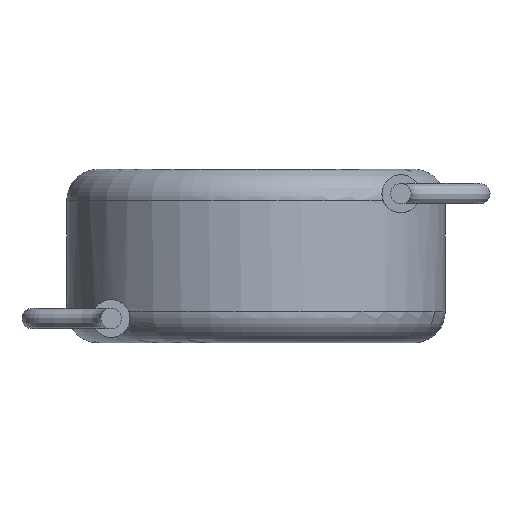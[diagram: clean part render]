
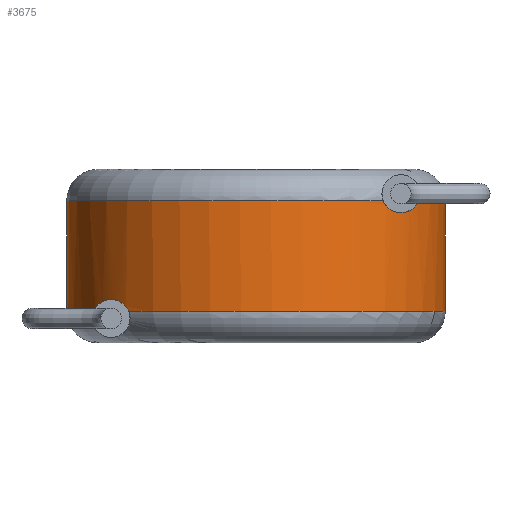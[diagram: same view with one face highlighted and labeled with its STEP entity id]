
A CAD part, front view. The second image highlights one B-rep face of the part: STEP entity #3675.
In plain terms, the highlighted cylindrical face has radius 6 mm (diameter 12 mm), a partial arc.
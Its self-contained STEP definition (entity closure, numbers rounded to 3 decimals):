
#8 = VERTEX_POINT ( 'NONE', #3155 ) ;
#48 = DIRECTION ( 'NONE',  ( 0., 0., -1. ) ) ;
#94 = CARTESIAN_POINT ( 'NONE',  ( 5.087, -3.183, 4.382 ) ) ;
#136 = DIRECTION ( 'NONE',  ( 0., 0., -1. ) ) ;
#173 = ORIENTED_EDGE ( 'NONE', *, *, #2593, .T. ) ;
#298 = CARTESIAN_POINT ( 'NONE',  ( -4.97, -3.362, 1.242 ) ) ;
#301 = AXIS2_PLACEMENT_3D ( 'NONE', #2959, #3280, #3640 ) ;
#346 = VECTOR ( 'NONE', #2213, 1000. ) ;
#347 = CARTESIAN_POINT ( 'NONE',  ( 4.529, -3.937, 4.128 ) ) ;
#349 = EDGE_CURVE ( 'NONE', #3065, #2183, #3322, .T. ) ;
#363 = CARTESIAN_POINT ( 'NONE',  ( 4.204, -4.281, 4.265 ) ) ;
#382 = DIRECTION ( 'NONE',  ( 1., 0., 0. ) ) ;
#408 = CARTESIAN_POINT ( 'NONE',  ( 4.582, -3.874, 4.125 ) ) ;
#477 = AXIS2_PLACEMENT_3D ( 'NONE', #2467, #584, #539 ) ;
#490 = CIRCLE ( 'NONE', #477, 6. ) ;
#539 = DIRECTION ( 'NONE',  ( 1., 0., 0. ) ) ;
#547 = DIRECTION ( 'NONE',  ( 1., 0., 0. ) ) ;
#574 = ORIENTED_EDGE ( 'NONE', *, *, #2964, .T. ) ;
#575 = DIRECTION ( 'NONE',  ( 0., 0., -1. ) ) ;
#577 = AXIS2_PLACEMENT_3D ( 'NONE', #3677, #868, #547 ) ;
#584 = DIRECTION ( 'NONE',  ( 0., 0., 1. ) ) ;
#676 = CARTESIAN_POINT ( 'NONE',  ( 4.739, -3.683, 4.136 ) ) ;
#686 = CARTESIAN_POINT ( 'NONE',  ( -4.364, -4.118, 1.331 ) ) ;
#691 = VECTOR ( 'NONE', #136, 1000. ) ;
#724 = VERTEX_POINT ( 'NONE', #3027 ) ;
#807 = CARTESIAN_POINT ( 'NONE',  ( -5.148, -3.082, 1. ) ) ;
#853 = EDGE_CURVE ( 'NONE', #724, #2183, #1002, .T. ) ;
#868 = DIRECTION ( 'NONE',  ( 0., 0., 1. ) ) ;
#955 = CARTESIAN_POINT ( 'NONE',  ( -5.121, -3.127, 1.065 ) ) ;
#995 = CARTESIAN_POINT ( 'NONE',  ( -4.529, -3.937, 1.372 ) ) ;
#1001 = ORIENTED_EDGE ( 'NONE', *, *, #2696, .T. ) ;
#1002 = LINE ( 'NONE', #1469, #346 ) ;
#1042 = CARTESIAN_POINT ( 'NONE',  ( 5.011, -3.3, 4.294 ) ) ;
#1083 = CARTESIAN_POINT ( 'NONE',  ( -6., 0., 5.5 ) ) ;
#1245 = ORIENTED_EDGE ( 'NONE', *, *, #4032, .F. ) ;
#1266 = CARTESIAN_POINT ( 'NONE',  ( -4.037, -4.439, 1. ) ) ;
#1310 = CARTESIAN_POINT ( 'NONE',  ( -4.109, -4.373, 1.135 ) ) ;
#1469 = CARTESIAN_POINT ( 'NONE',  ( 6., 0., 5.5 ) ) ;
#1546 = EDGE_LOOP ( 'NONE', ( #2354, #574, #1245, #2403, #1001, #173, #3798, #3355 ) ) ;
#1629 = CARTESIAN_POINT ( 'NONE',  ( -4.204, -4.281, 1.235 ) ) ;
#1635 = EDGE_CURVE ( 'NONE', #2385, #8, #2217, .T. ) ;
#1644 = CARTESIAN_POINT ( 'NONE',  ( -4.74, -3.683, 1.364 ) ) ;
#1680 = DIRECTION ( 'NONE',  ( -1., 0., 0. ) ) ;
#1693 = VERTEX_POINT ( 'NONE', #807 ) ;
#1710 = CARTESIAN_POINT ( 'NONE',  ( 4.037, -4.439, 4.5 ) ) ;
#1725 = CARTESIAN_POINT ( 'NONE',  ( 5.121, -3.127, 4.435 ) ) ;
#1841 = EDGE_CURVE ( 'NONE', #3065, #1693, #3835, .T. ) ;
#1895 = CARTESIAN_POINT ( 'NONE',  ( -4.067, -4.412, 1.072 ) ) ;
#1933 = AXIS2_PLACEMENT_3D ( 'NONE', #3700, #575, #1680 ) ;
#1938 = CARTESIAN_POINT ( 'NONE',  ( -4.257, -4.229, 1.274 ) ) ;
#1941 = CARTESIAN_POINT ( 'NONE',  ( 4.837, -3.553, 4.169 ) ) ;
#1958 = CARTESIAN_POINT ( 'NONE',  ( 4.067, -4.412, 4.427 ) ) ;
#1985 = B_SPLINE_CURVE_WITH_KNOTS ( 'NONE', 3,
 ( #2309, #1958, #3177, #363, #3802, #2634, #2620, #347, #408, #676, #1941, #2591, #1042, #94, #1725, #3581 ),
 .UNSPECIFIED., .F., .F.,
 ( 4, 2, 2, 2, 2, 2, 2, 4 ),
 ( 0.003, 0.003, 0.003, 0.003, 0.004, 0.004, 0.004, 0.005 ),
 .UNSPECIFIED. ) ;
#2021 = FACE_OUTER_BOUND ( 'NONE', #1546, .T. ) ;
#2054 = CARTESIAN_POINT ( 'NONE',  ( 5.148, -3.082, 4.5 ) ) ;
#2068 = CARTESIAN_POINT ( 'NONE',  ( 6., 0., 1. ) ) ;
#2139 = VERTEX_POINT ( 'NONE', #2054 ) ;
#2183 = VERTEX_POINT ( 'NONE', #2068 ) ;
#2213 = DIRECTION ( 'NONE',  ( 0., 0., -1. ) ) ;
#2217 = CIRCLE ( 'NONE', #301, 6. ) ;
#2309 = CARTESIAN_POINT ( 'NONE',  ( 4.037, -4.439, 4.5 ) ) ;
#2314 = CYLINDRICAL_SURFACE ( 'NONE', #1933, 6. ) ;
#2354 = ORIENTED_EDGE ( 'NONE', *, *, #853, .F. ) ;
#2385 = VERTEX_POINT ( 'NONE', #1710 ) ;
#2403 = ORIENTED_EDGE ( 'NONE', *, *, #1635, .T. ) ;
#2461 = LINE ( 'NONE', #1083, #691 ) ;
#2467 = CARTESIAN_POINT ( 'NONE',  ( 0., 0., 1. ) ) ;
#2492 = CARTESIAN_POINT ( 'NONE',  ( -6., 0., 1. ) ) ;
#2591 = CARTESIAN_POINT ( 'NONE',  ( 4.97, -3.362, 4.258 ) ) ;
#2593 = EDGE_CURVE ( 'NONE', #3370, #1693, #490, .T. ) ;
#2620 = CARTESIAN_POINT ( 'NONE',  ( 4.42, -4.058, 4.15 ) ) ;
#2634 = CARTESIAN_POINT ( 'NONE',  ( 4.364, -4.118, 4.169 ) ) ;
#2696 = EDGE_CURVE ( 'NONE', #8, #3370, #2461, .T. ) ;
#2850 = CARTESIAN_POINT ( 'NONE',  ( -5.087, -3.183, 1.118 ) ) ;
#2854 = CIRCLE ( 'NONE', #3276, 6. ) ;
#2891 = CARTESIAN_POINT ( 'NONE',  ( -4.42, -4.058, 1.35 ) ) ;
#2959 = CARTESIAN_POINT ( 'NONE',  ( 0., 0., 4.5 ) ) ;
#2964 = EDGE_CURVE ( 'NONE', #724, #2139, #2854, .T. ) ;
#3027 = CARTESIAN_POINT ( 'NONE',  ( 6., 0., 4.5 ) ) ;
#3065 = VERTEX_POINT ( 'NONE', #3182 ) ;
#3155 = CARTESIAN_POINT ( 'NONE',  ( -6., 0., 4.5 ) ) ;
#3166 = CARTESIAN_POINT ( 'NONE',  ( -5.148, -3.082, 1. ) ) ;
#3177 = CARTESIAN_POINT ( 'NONE',  ( 4.109, -4.373, 4.365 ) ) ;
#3182 = CARTESIAN_POINT ( 'NONE',  ( -4.037, -4.439, 1. ) ) ;
#3196 = CARTESIAN_POINT ( 'NONE',  ( 0., 0., 4.5 ) ) ;
#3207 = CARTESIAN_POINT ( 'NONE',  ( -4.582, -3.874, 1.375 ) ) ;
#3276 = AXIS2_PLACEMENT_3D ( 'NONE', #3196, #48, #382 ) ;
#3280 = DIRECTION ( 'NONE',  ( 0., 0., -1. ) ) ;
#3322 = CIRCLE ( 'NONE', #577, 6. ) ;
#3355 = ORIENTED_EDGE ( 'NONE', *, *, #349, .T. ) ;
#3370 = VERTEX_POINT ( 'NONE', #2492 ) ;
#3477 = CARTESIAN_POINT ( 'NONE',  ( -4.838, -3.553, 1.331 ) ) ;
#3581 = CARTESIAN_POINT ( 'NONE',  ( 5.148, -3.082, 4.5 ) ) ;
#3640 = DIRECTION ( 'NONE',  ( 1., 0., 0. ) ) ;
#3675 = ADVANCED_FACE ( 'NONE', ( #2021 ), #2314, .T. ) ;
#3677 = CARTESIAN_POINT ( 'NONE',  ( 0., 0., 1. ) ) ;
#3700 = CARTESIAN_POINT ( 'NONE',  ( 0., 0., 5.5 ) ) ;
#3798 = ORIENTED_EDGE ( 'NONE', *, *, #1841, .F. ) ;
#3802 = CARTESIAN_POINT ( 'NONE',  ( 4.257, -4.229, 4.226 ) ) ;
#3835 = B_SPLINE_CURVE_WITH_KNOTS ( 'NONE', 3,
 ( #1266, #1895, #1310, #1629, #1938, #686, #2891, #995, #3207, #1644, #3477, #298, #4082, #2850, #955, #3166 ),
 .UNSPECIFIED., .F., .F.,
 ( 4, 2, 2, 2, 2, 2, 2, 4 ),
 ( 0., 0., 0.001, 0.001, 0.001, 0.002, 0.002, 0.002 ),
 .UNSPECIFIED. ) ;
#4032 = EDGE_CURVE ( 'NONE', #2385, #2139, #1985, .T. ) ;
#4082 = CARTESIAN_POINT ( 'NONE',  ( -5.011, -3.3, 1.206 ) ) ;
